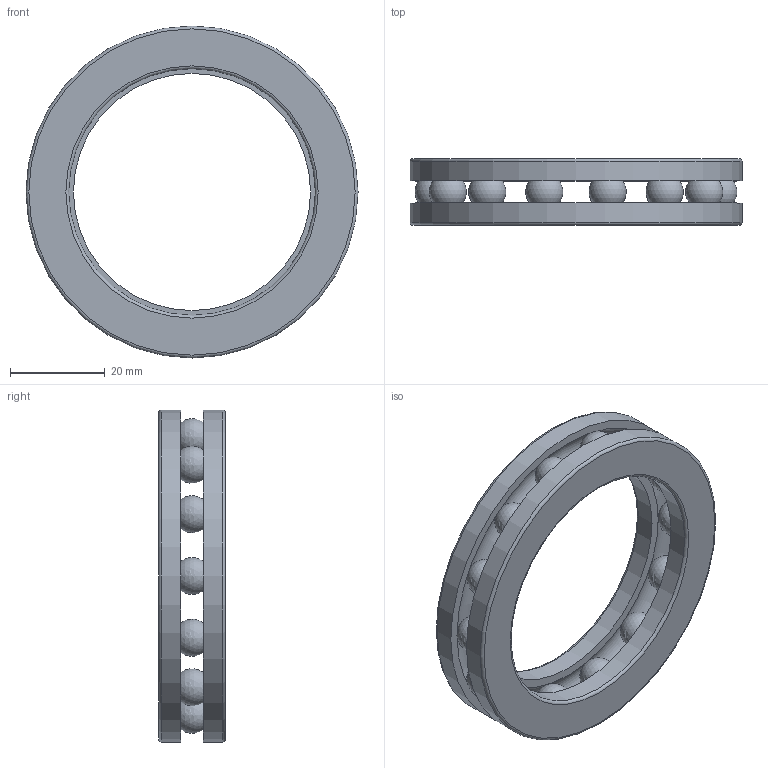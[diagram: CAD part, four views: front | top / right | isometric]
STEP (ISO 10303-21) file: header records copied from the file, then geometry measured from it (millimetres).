
FILE_DESCRIPTION(/* description */ ('STEP AP214'),/* implementation_level */ '2;1');
FILE_NAME(/* name */ '51110',/* time_stamp */ '2025-09-18T14:11:25+02:00',/* author */ ('License CC BY-ND 4.0'),/* organization */ ('CADENAS'),/* preprocessor_version */ 'ST-DEVELOPER v19.3',/* originating_system */ 'PARTsolutions',/* authorisation */ ' ');
FILE_SCHEMA (('AUTOMOTIVE_DESIGN {1 0 10303 214 3 1 1}'));
Length unit declared in the file: millimetre
Products named in the file (4): 51110; 51110 Housing raceway disc; 51110 Shaft raceway disc; 51110 Ball
Assembly tree (16 placements, depth 2):
  51110
    51110 Housing raceway disc
    51110 Shaft raceway disc
    51110 Ball  x14
Bounding box: 70 x 14 x 70 mm (x, y, z)
Volume: 17683.5 mm3; surface area: 13658.2 mm2
Topology: 16 solids, 16 shells, 30 faces, 68 edges, 44 vertices
Faces by surface type: sphere 14, torus 6, plane 6, cylinder 4
Full cylindrical faces by diameter (mm): 50 x1, 52 x1, 70 x2
Entity records: 551 total; most frequent: DIRECTION 100, CARTESIAN_POINT 67, AXIS2_PLACEMENT_3D 50, FACE_BOUND 33, ORIENTED_EDGE 32, EDGE_LOOP 32, PRODUCT_DEFINITION_SHAPE 20, VERTEX_POINT 17
